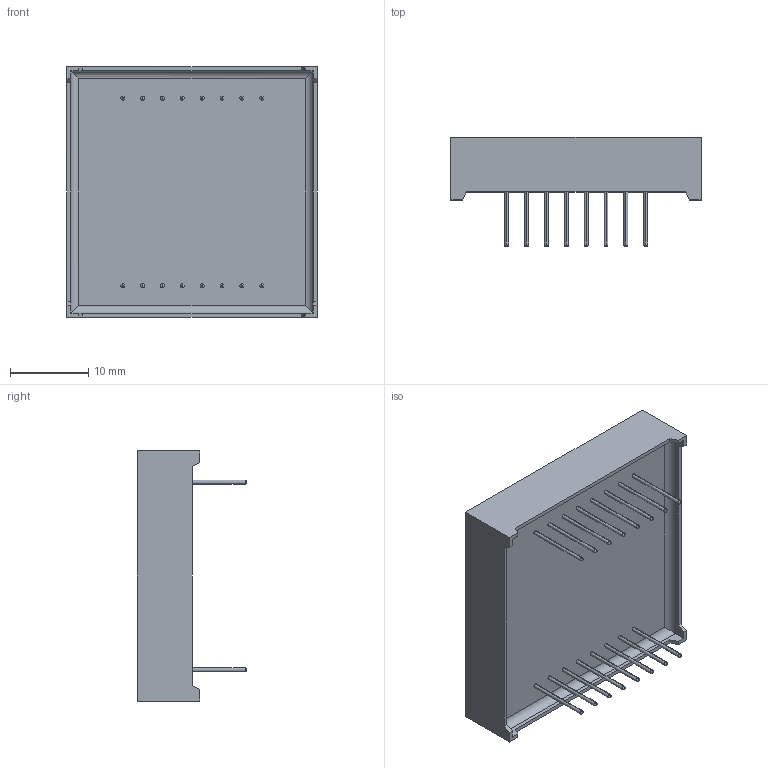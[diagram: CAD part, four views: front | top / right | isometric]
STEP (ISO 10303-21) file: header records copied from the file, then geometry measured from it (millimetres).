
FILE_DESCRIPTION (( 'STEP AP214' ), '1' );
FILE_NAME ('User Library-User Library-Bicolor-LED-Matrix.STEP', '2021-12-14T08:50:11', ( '' ), ( '' ), 'SwSTEP 2.0', 'SolidWorks 2021', '' );
FILE_SCHEMA (( 'AUTOMOTIVE_DESIGN' ));
Length unit declared in the file: millimetre
Products named in the file (1): User Library-User Library-Bicolor-LED-Matrix
Bounding box: 32 x 14 x 32 mm (x, y, z)
Surface area: 3314.3 mm2 (no closed solid volume)
Topology: 0 solids, 1 shells, 286 faces, 624 edges, 404 vertices
Faces by surface type: cylinder 164, plane 90, torus 32
Entity records: 8722 total; most frequent: DIRECTION 1578, CARTESIAN_POINT 1327, ORIENTED_EDGE 1216, AXIS2_PLACEMENT_3D 671, EDGE_CURVE 624, VERTEX_POINT 404, CIRCLE 384, EDGE_LOOP 366
